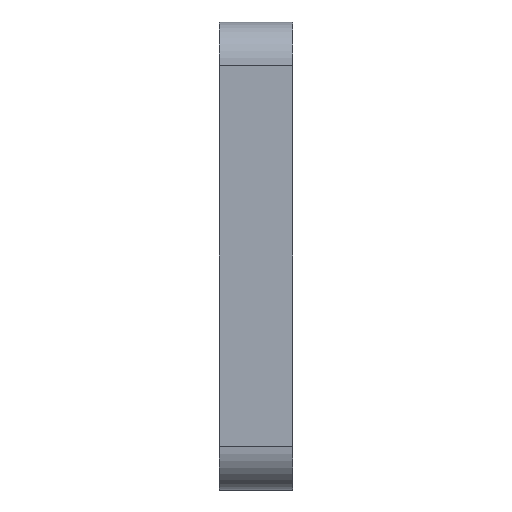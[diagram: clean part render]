
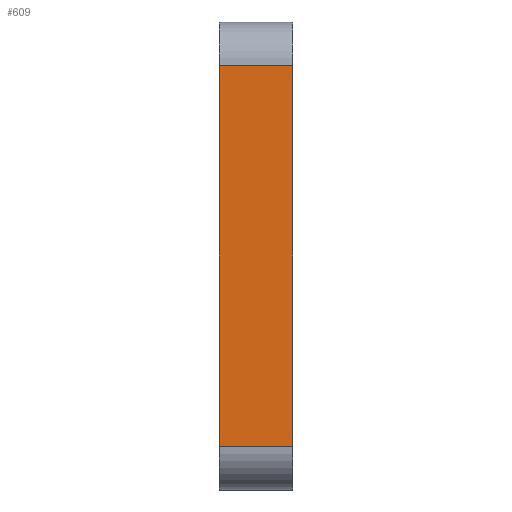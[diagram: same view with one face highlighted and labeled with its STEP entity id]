
A CAD part, front view. The second image highlights one B-rep face of the part: STEP entity #609.
In plain terms, the highlighted planar face has unit normal (0, -1, 0).
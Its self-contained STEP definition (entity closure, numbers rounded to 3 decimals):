
#5 = FACE_OUTER_BOUND ( 'NONE', #348, .T. ) ;
#17 = ORIENTED_EDGE ( 'NONE', *, *, #560, .T. ) ;
#36 = DIRECTION ( 'NONE',  ( 0., 1., 0. ) ) ;
#53 = VECTOR ( 'NONE', #493, 1000. ) ;
#57 = CARTESIAN_POINT ( 'NONE',  ( 5., 0., -29. ) ) ;
#94 = ORIENTED_EDGE ( 'NONE', *, *, #419, .T. ) ;
#106 = CARTESIAN_POINT ( 'NONE',  ( 2.5, 0., -3. ) ) ;
#129 = EDGE_CURVE ( 'NONE', #206, #832, #276, .T. ) ;
#174 = VECTOR ( 'NONE', #774, 1000. ) ;
#180 = DIRECTION ( 'NONE',  ( 0., 0., 1. ) ) ;
#206 = VERTEX_POINT ( 'NONE', #870 ) ;
#276 = LINE ( 'NONE', #555, #174 ) ;
#334 = VERTEX_POINT ( 'NONE', #818 ) ;
#339 = VECTOR ( 'NONE', #537, 1000. ) ;
#345 = VECTOR ( 'NONE', #702, 1000. ) ;
#348 = EDGE_LOOP ( 'NONE', ( #17, #406, #807, #94 ) ) ;
#406 = ORIENTED_EDGE ( 'NONE', *, *, #854, .T. ) ;
#409 = AXIS2_PLACEMENT_3D ( 'NONE', #812, #36, #180 ) ;
#417 = LINE ( 'NONE', #569, #345 ) ;
#419 = EDGE_CURVE ( 'NONE', #206, #619, #742, .T. ) ;
#493 = DIRECTION ( 'NONE',  ( 0., 0., -1. ) ) ;
#537 = DIRECTION ( 'NONE',  ( -1., 0., 0. ) ) ;
#555 = CARTESIAN_POINT ( 'NONE',  ( 5., 0., 0. ) ) ;
#560 = EDGE_CURVE ( 'NONE', #619, #334, #860, .T. ) ;
#569 = CARTESIAN_POINT ( 'NONE',  ( 2.5, 0., -29. ) ) ;
#591 = PLANE ( 'NONE',  #409 ) ;
#609 = ADVANCED_FACE ( 'NONE', ( #5 ), #591, .F. ) ;
#619 = VERTEX_POINT ( 'NONE', #833 ) ;
#702 = DIRECTION ( 'NONE',  ( 1., 0., 0. ) ) ;
#742 = LINE ( 'NONE', #106, #339 ) ;
#774 = DIRECTION ( 'NONE',  ( 0., 0., -1. ) ) ;
#807 = ORIENTED_EDGE ( 'NONE', *, *, #129, .F. ) ;
#812 = CARTESIAN_POINT ( 'NONE',  ( 2.5, 0., 0. ) ) ;
#818 = CARTESIAN_POINT ( 'NONE',  ( 0., 0., -29. ) ) ;
#832 = VERTEX_POINT ( 'NONE', #57 ) ;
#833 = CARTESIAN_POINT ( 'NONE',  ( 0., 0., -3. ) ) ;
#845 = CARTESIAN_POINT ( 'NONE',  ( 0., 0., 0. ) ) ;
#854 = EDGE_CURVE ( 'NONE', #334, #832, #417, .T. ) ;
#860 = LINE ( 'NONE', #845, #53 ) ;
#870 = CARTESIAN_POINT ( 'NONE',  ( 5., 0., -3. ) ) ;
